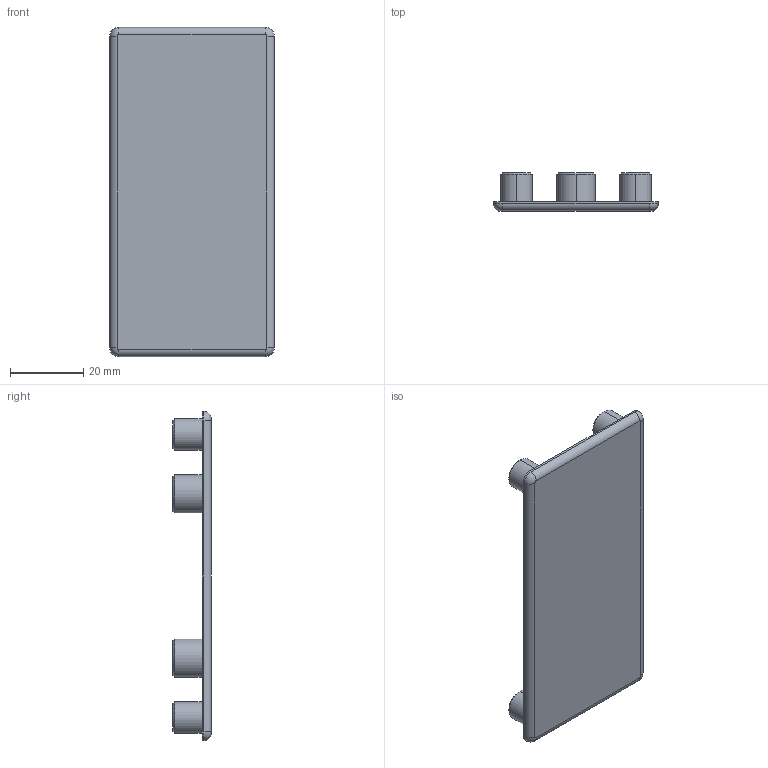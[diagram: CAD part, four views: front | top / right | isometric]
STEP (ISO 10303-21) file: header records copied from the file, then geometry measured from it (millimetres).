
FILE_DESCRIPTION (( 'STEP AP203' ), '1' );
FILE_NAME ('084.201.039-1.STEP', '2013-01-24T13:24:12', ( 'Alusic' ), ( 'Alusic' ), 'SwSTEP 2.0', 'SolidWorks 2011', '' );
FILE_SCHEMA (( 'CONFIG_CONTROL_DESIGN' ));
Length unit declared in the file: millimetre
Products named in the file (1): 084.201.039-1
Bounding box: 45 x 10.5 x 90 mm (x, y, z)
Volume: 11024.7 mm3; surface area: 10916.5 mm2
Topology: 1 solids, 1 shells, 78 faces, 160 edges, 96 vertices
Faces by surface type: cylinder 32, plane 18, torus 16, cone 12
Entity records: 2149 total; most frequent: DIRECTION 422, CARTESIAN_POINT 335, ORIENTED_EDGE 320, AXIS2_PLACEMENT_3D 183, EDGE_CURVE 160, CIRCLE 104, VERTEX_POINT 96, EDGE_LOOP 90
